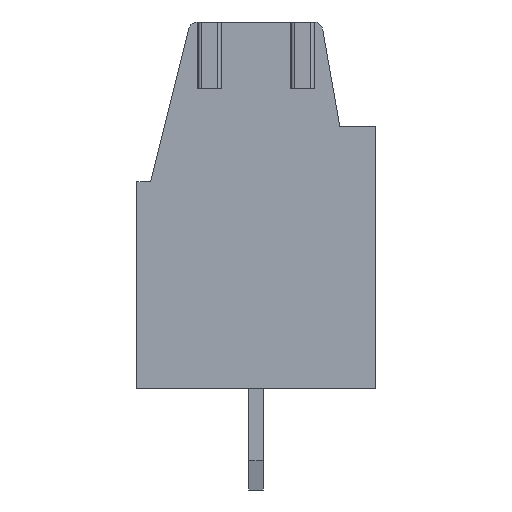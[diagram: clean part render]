
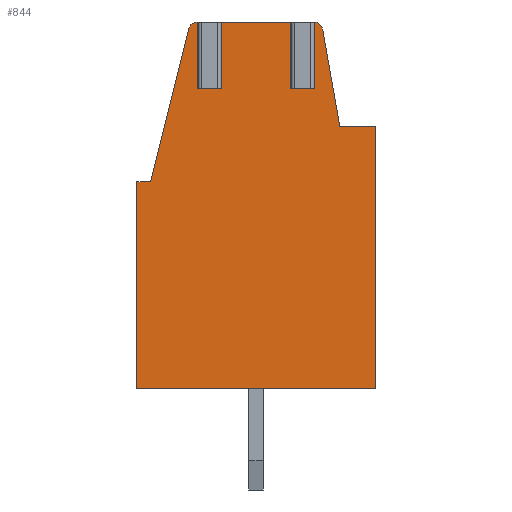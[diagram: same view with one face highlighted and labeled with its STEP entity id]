
A CAD part, left-side view. The second image highlights one B-rep face of the part: STEP entity #844.
In plain terms, the highlighted planar face has unit normal (-1, 0, 0).
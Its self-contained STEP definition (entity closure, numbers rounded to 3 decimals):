
#844 = ADVANCED_FACE( '', ( #2386 ), #2387, .T. );
#2386 = FACE_OUTER_BOUND( '', #4787, .T. );
#2387 = PLANE( '', #4788 );
#4787 = EDGE_LOOP( '', ( #7471, #7472, #7473, #7474, #7475, #7476, #7477, #7478, #7479, #7480, #7481, #7482, #7483, #7484, #7485, #7486, #7487, #7488 ) );
#4788 = AXIS2_PLACEMENT_3D( '', #7489, #7490, #7491 );
#7471 = ORIENTED_EDGE( '', *, *, #14256, .T. );
#7472 = ORIENTED_EDGE( '', *, *, #14257, .T. );
#7473 = ORIENTED_EDGE( '', *, *, #14164, .T. );
#7474 = ORIENTED_EDGE( '', *, *, #14258, .T. );
#7475 = ORIENTED_EDGE( '', *, *, #14259, .T. );
#7476 = ORIENTED_EDGE( '', *, *, #14057, .T. );
#7477 = ORIENTED_EDGE( '', *, *, #14260, .T. );
#7478 = ORIENTED_EDGE( '', *, *, #14261, .F. );
#7479 = ORIENTED_EDGE( '', *, *, #14262, .T. );
#7480 = ORIENTED_EDGE( '', *, *, #14263, .T. );
#7481 = ORIENTED_EDGE( '', *, *, #14264, .T. );
#7482 = ORIENTED_EDGE( '', *, *, #14265, .F. );
#7483 = ORIENTED_EDGE( '', *, *, #14266, .F. );
#7484 = ORIENTED_EDGE( '', *, *, #14267, .T. );
#7485 = ORIENTED_EDGE( '', *, *, #14268, .F. );
#7486 = ORIENTED_EDGE( '', *, *, #14269, .T. );
#7487 = ORIENTED_EDGE( '', *, *, #14270, .T. );
#7488 = ORIENTED_EDGE( '', *, *, #14271, .T. );
#7489 = CARTESIAN_POINT( '', ( -62.359, 1.943, -29.87 ) );
#7490 = DIRECTION( '', ( -1., 0., 0. ) );
#7491 = DIRECTION( '', ( 0., -1., 0. ) );
#14057 = EDGE_CURVE( '', #16840, #16837, #16841, .T. );
#14164 = EDGE_CURVE( '', #17036, #17034, #17037, .T. );
#14256 = EDGE_CURVE( '', #17214, #17215, #17216, .T. );
#14257 = EDGE_CURVE( '', #17215, #17036, #17217, .T. );
#14258 = EDGE_CURVE( '', #17034, #17218, #17219, .T. );
#14259 = EDGE_CURVE( '', #17218, #16840, #17220, .T. );
#14260 = EDGE_CURVE( '', #16837, #17221, #17222, .T. );
#14261 = EDGE_CURVE( '', #17223, #17221, #17224, .T. );
#14262 = EDGE_CURVE( '', #17223, #17225, #17226, .T. );
#14263 = EDGE_CURVE( '', #17225, #17227, #17228, .T. );
#14264 = EDGE_CURVE( '', #17227, #17229, #17230, .T. );
#14265 = EDGE_CURVE( '', #17231, #17229, #17232, .T. );
#14266 = EDGE_CURVE( '', #17233, #17231, #17234, .T. );
#14267 = EDGE_CURVE( '', #17233, #17235, #17236, .T. );
#14268 = EDGE_CURVE( '', #17237, #17235, #17238, .T. );
#14269 = EDGE_CURVE( '', #17237, #17239, #17240, .T. );
#14270 = EDGE_CURVE( '', #17239, #17241, #17242, .T. );
#14271 = EDGE_CURVE( '', #17241, #17214, #17243, .T. );
#16837 = VERTEX_POINT( '', #20946 );
#16840 = VERTEX_POINT( '', #20950 );
#16841 = CIRCLE( '', #20951, 0.3 );
#17034 = VERTEX_POINT( '', #21243 );
#17036 = VERTEX_POINT( '', #21246 );
#17037 = LINE( '', #21247, #21248 );
#17214 = VERTEX_POINT( '', #21507 );
#17215 = VERTEX_POINT( '', #21508 );
#17216 = LINE( '', #21509, #21510 );
#17217 = LINE( '', #21511, #21512 );
#17218 = VERTEX_POINT( '', #21513 );
#17219 = LINE( '', #21514, #21515 );
#17220 = LINE( '', #21516, #21517 );
#17221 = VERTEX_POINT( '', #21518 );
#17222 = LINE( '', #21519, #21520 );
#17223 = VERTEX_POINT( '', #21521 );
#17224 = LINE( '', #21522, #21523 );
#17225 = VERTEX_POINT( '', #21524 );
#17226 = LINE( '', #21525, #21526 );
#17227 = VERTEX_POINT( '', #21527 );
#17228 = LINE( '', #21528, #21529 );
#17229 = VERTEX_POINT( '', #21530 );
#17230 = LINE( '', #21531, #21532 );
#17231 = VERTEX_POINT( '', #21533 );
#17232 = LINE( '', #21534, #21535 );
#17233 = VERTEX_POINT( '', #21536 );
#17234 = LINE( '', #21537, #21538 );
#17235 = VERTEX_POINT( '', #21539 );
#17236 = LINE( '', #21540, #21541 );
#17237 = VERTEX_POINT( '', #21542 );
#17238 = LINE( '', #21543, #21544 );
#17239 = VERTEX_POINT( '', #21545 );
#17240 = CIRCLE( '', #21546, 0.3 );
#17241 = VERTEX_POINT( '', #21547 );
#17242 = LINE( '', #21548, #21549 );
#17243 = LINE( '', #21550, #21551 );
#20946 = CARTESIAN_POINT( '', ( -62.359, 1.943, -29.57 ) );
#20950 = CARTESIAN_POINT( '', ( -62.359, 1.647, -29.817 ) );
#20951 = AXIS2_PLACEMENT_3D( '', #26740, #26741, #26742 );
#21243 = CARTESIAN_POINT( '', ( -62.359, -0.159, -33.17 ) );
#21246 = CARTESIAN_POINT( '', ( -62.359, -0.159, -42.17 ) );
#21247 = CARTESIAN_POINT( '', ( -62.359, -0.159, -33.17 ) );
#21248 = VECTOR( '', #26846, 1000. );
#21507 = CARTESIAN_POINT( '', ( -62.359, 8.041, -35.07 ) );
#21508 = CARTESIAN_POINT( '', ( -62.359, 8.041, -42.17 ) );
#21509 = CARTESIAN_POINT( '', ( -62.359, 8.041, -42.17 ) );
#21510 = VECTOR( '', #26941, 1000. );
#21511 = CARTESIAN_POINT( '', ( -62.359, -0.159, -42.17 ) );
#21512 = VECTOR( '', #26942, 1000. );
#21513 = CARTESIAN_POINT( '', ( -62.359, 1.056, -33.17 ) );
#21514 = CARTESIAN_POINT( '', ( -62.359, 1.056, -33.17 ) );
#21515 = VECTOR( '', #26943, 1000. );
#21516 = CARTESIAN_POINT( '', ( -62.359, 1.647, -29.817 ) );
#21517 = VECTOR( '', #26944, 1000. );
#21518 = CARTESIAN_POINT( '', ( -62.359, 1.972, -29.57 ) );
#21519 = CARTESIAN_POINT( '', ( -62.359, 5.957, -29.57 ) );
#21520 = VECTOR( '', #26945, 1000. );
#21521 = CARTESIAN_POINT( '', ( -62.359, 1.972, -31.87 ) );
#21522 = CARTESIAN_POINT( '', ( -62.359, 1.972, -42.171 ) );
#21523 = VECTOR( '', #26946, 1000. );
#21524 = CARTESIAN_POINT( '', ( -62.359, 2.719, -31.87 ) );
#21525 = CARTESIAN_POINT( '', ( -62.359, 2.748, -31.87 ) );
#21526 = VECTOR( '', #26947, 1000. );
#21527 = CARTESIAN_POINT( '', ( -62.359, 2.719, -29.57 ) );
#21528 = CARTESIAN_POINT( '', ( -62.359, 2.719, -42.171 ) );
#21529 = VECTOR( '', #26948, 1000. );
#21530 = CARTESIAN_POINT( '', ( -62.359, 5.172, -29.57 ) );
#21531 = CARTESIAN_POINT( '', ( -62.359, 5.957, -29.57 ) );
#21532 = VECTOR( '', #26949, 1000. );
#21533 = CARTESIAN_POINT( '', ( -62.359, 5.172, -31.87 ) );
#21534 = CARTESIAN_POINT( '', ( -62.359, 5.172, -42.171 ) );
#21535 = VECTOR( '', #26950, 1000. );
#21536 = CARTESIAN_POINT( '', ( -62.359, 5.919, -31.87 ) );
#21537 = CARTESIAN_POINT( '', ( -62.359, 5.143, -31.87 ) );
#21538 = VECTOR( '', #26951, 1000. );
#21539 = CARTESIAN_POINT( '', ( -62.359, 5.919, -29.57 ) );
#21540 = CARTESIAN_POINT( '', ( -62.359, 5.919, -42.171 ) );
#21541 = VECTOR( '', #26952, 1000. );
#21542 = CARTESIAN_POINT( '', ( -62.359, 5.957, -29.57 ) );
#21543 = CARTESIAN_POINT( '', ( -62.359, 5.957, -29.57 ) );
#21544 = VECTOR( '', #26953, 1000. );
#21545 = CARTESIAN_POINT( '', ( -62.359, 6.248, -29.797 ) );
#21546 = AXIS2_PLACEMENT_3D( '', #26954, #26955, #26956 );
#21547 = CARTESIAN_POINT( '', ( -62.359, 7.562, -35.07 ) );
#21548 = CARTESIAN_POINT( '', ( -62.359, 7.562, -35.07 ) );
#21549 = VECTOR( '', #26957, 1000. );
#21550 = CARTESIAN_POINT( '', ( -62.359, 8.041, -35.07 ) );
#21551 = VECTOR( '', #26958, 1000. );
#26740 = CARTESIAN_POINT( '', ( -62.359, 1.943, -29.87 ) );
#26741 = DIRECTION( '', ( -1., 0., 0. ) );
#26742 = DIRECTION( '', ( 0., 0.643, -0.766 ) );
#26846 = DIRECTION( '', ( 0., 0., 1. ) );
#26941 = DIRECTION( '', ( 0., 0., -1. ) );
#26942 = DIRECTION( '', ( 0., -1., 0. ) );
#26943 = DIRECTION( '', ( 0., 1., 0. ) );
#26944 = DIRECTION( '', ( 0., 0.174, 0.985 ) );
#26945 = DIRECTION( '', ( 0., 1., 0. ) );
#26946 = DIRECTION( '', ( 0., 0., 1. ) );
#26947 = DIRECTION( '', ( 0., 1., 0. ) );
#26948 = DIRECTION( '', ( 0., 0., 1. ) );
#26949 = DIRECTION( '', ( 0., 1., 0. ) );
#26950 = DIRECTION( '', ( 0., 0., 1. ) );
#26951 = DIRECTION( '', ( 0., -1., 0. ) );
#26952 = DIRECTION( '', ( 0., 0., 1. ) );
#26953 = DIRECTION( '', ( 0., -1., 0. ) );
#26954 = CARTESIAN_POINT( '', ( -62.359, 5.957, -29.87 ) );
#26955 = DIRECTION( '', ( -1., 0., 0. ) );
#26956 = DIRECTION( '', ( 0., -0.616, -0.788 ) );
#26957 = DIRECTION( '', ( 0., 0.242, -0.97 ) );
#26958 = DIRECTION( '', ( 0., 1., 0. ) );
